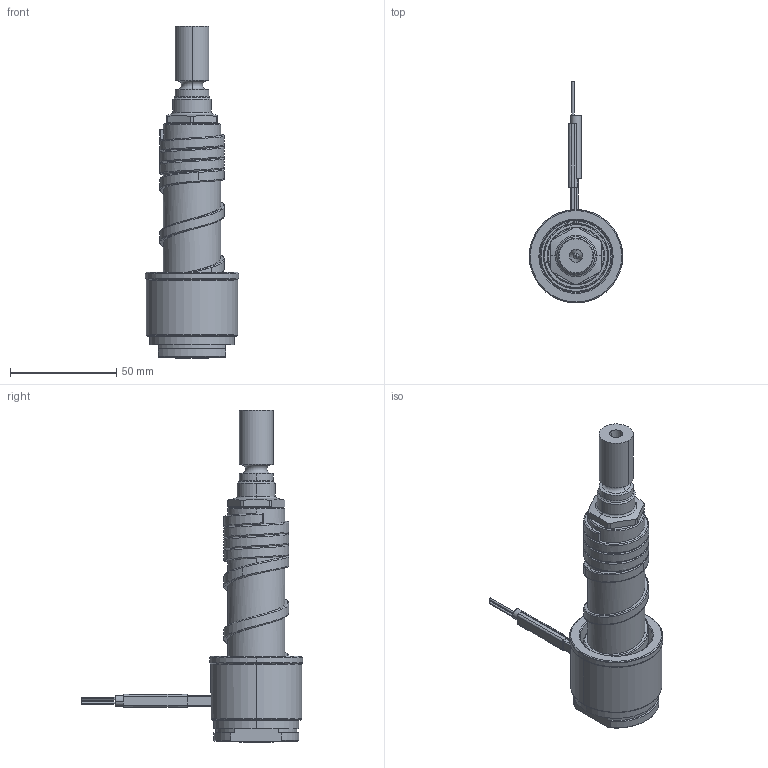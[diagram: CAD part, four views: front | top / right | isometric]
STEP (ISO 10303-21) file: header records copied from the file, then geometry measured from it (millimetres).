
FILE_DESCRIPTION((''),'2;1');
FILE_NAME('EL-126-BEU-H','2014-02-28T',('Íàòàëüÿ'),('IMID'),'PRO/ENGINEER BY PARAMETRIC TECHNOLOGY CORPORATION, 2010180','PRO/ENGINEER BY PARAMETRIC TECHNOLOGY CORPORATION, 2010180','');
FILE_SCHEMA(('CONFIG_CONTROL_DESIGN'));
Length unit declared in the file: millimetre
Products named in the file (1): EL-126-BEU-H
Bounding box: 44 x 104.5 x 156.3 mm (x, y, z)
Volume: 95496.4 mm3; surface area: 36129.9 mm2
Topology: 1 solids, 9 shells, 346 faces, 941 edges, 585 vertices
Faces by surface type: cylinder 110, cone 68, bspline 65, plane 54, torus 33, extrusion 8, revolution 6, sphere 2
Entity records: 20397 total; most frequent: CARTESIAN_POINT 12190, ORIENTED_EDGE 1842, DIRECTION 1509, EDGE_CURVE 933, AXIS2_PLACEMENT_3D 601, VERTEX_POINT 585, EDGE_LOOP 370, FACE_OUTER_BOUND 346
